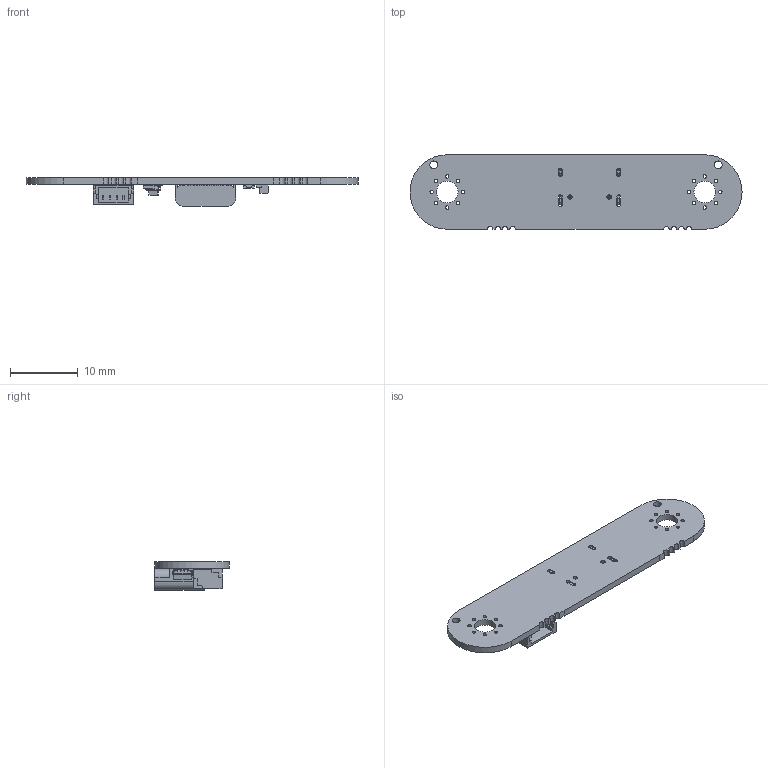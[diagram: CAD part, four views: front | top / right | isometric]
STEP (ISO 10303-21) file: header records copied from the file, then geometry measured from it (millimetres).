
FILE_DESCRIPTION(('KiCad electronic assembly'),'2;1');
FILE_NAME('dboard.step','2020-12-31T04:28:31',('An Author'),('A Company' ),'Open CASCADE STEP processor 6.9','KiCad to STEP converter', 'Unknown');
FILE_SCHEMA(('AUTOMOTIVE_DESIGN { 1 0 10303 214 1 1 1 1 }'));
Length unit declared in the file: millimetre
Products named in the file (16): Open CASCADE STEP translator 6.9 1; SM04B-SRSS-TB; SOLID; HRO__TYPE-C-31-M-12; SOT-23-6; R_1206_3216Metric; R_0603_1608Metric; Fuse_1206_3216Metric; C_0805_2012Metric; COMPOUND
Assembly tree (16 placements, depth 3):
  Open CASCADE STEP translator 6.9 1
    SM04B-SRSS-TB
      SOLID
    HRO__TYPE-C-31-M-12
      SOLID
    SOT-23-6
      SOLID
    R_1206_3216Metric
      SOLID
    R_0603_1608Metric  x2
      SOLID
    Fuse_1206_3216Metric
      SOLID
    C_0805_2012Metric
      SOLID
    COMPOUND
Bounding box: 49 x 11 x 4.26 mm (x, y, z)
Volume: 644 mm3; surface area: 1845.7 mm2
Topology: 9 solids, 9 shells, 543 faces, 1456 edges, 942 vertices
Faces by surface type: plane 373, cylinder 130, bspline 30, cone 10
Full cylindrical faces by diameter (mm): 0.5 x18, 0.65 x2, 1.152 x2, 3.2 x2
Entity records: 38291 total; most frequent: CARTESIAN_POINT 7940, DIRECTION 5168, LINE 3468, VECTOR 3468, ORIENTED_EDGE 2776, PCURVE 2776, DEFINITIONAL_REPRESENTATION 2776, EDGE_CURVE 1388
